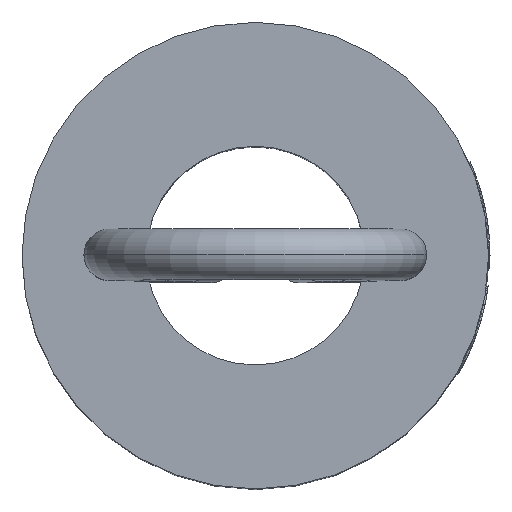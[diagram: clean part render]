
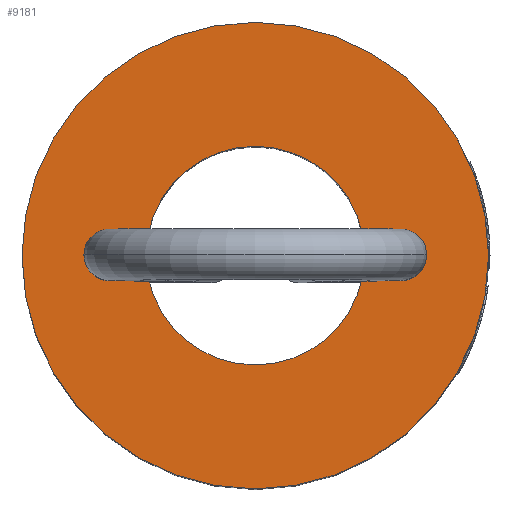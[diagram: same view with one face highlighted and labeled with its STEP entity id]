
A CAD part, top view. The second image highlights one B-rep face of the part: STEP entity #9181.
In plain terms, the highlighted planar face has unit normal (0, 0, 1).
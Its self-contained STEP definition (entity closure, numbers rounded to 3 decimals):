
#105 = CARTESIAN_POINT ( 'NONE',  ( 0.794, -0.12, 3. ) ) ;
#549 = EDGE_CURVE ( 'NONE', #10499, #5580, #5496, .T. ) ;
#553 = ORIENTED_EDGE ( 'NONE', *, *, #11238, .T. ) ;
#999 = CARTESIAN_POINT ( 'NONE',  ( -0.828, 0., 3. ) ) ;
#1216 = VERTEX_POINT ( 'NONE', #1475 ) ;
#1475 = CARTESIAN_POINT ( 'NONE',  ( 0.828, 0., 3. ) ) ;
#2017 = CARTESIAN_POINT ( 'NONE',  ( 0.828, 0., 3. ) ) ;
#2180 = FACE_OUTER_BOUND ( 'NONE', #6483, .T. ) ;
#2201 = DIRECTION ( 'NONE',  ( 0., 0., 1. ) ) ;
#2378 = DIRECTION ( 'NONE',  ( 1., 0., 0. ) ) ;
#2717 = ORIENTED_EDGE ( 'NONE', *, *, #3183, .T. ) ;
#3183 = EDGE_CURVE ( 'NONE', #10187, #1216, #6670, .T. ) ;
#3313 = CARTESIAN_POINT ( 'NONE',  ( 0.734, 0.152, 3. ) ) ;
#3639 = DIRECTION ( 'NONE',  ( 0., 0., 1. ) ) ;
#4041 = EDGE_CURVE ( 'NONE', #10912, #10499, #13993, .T. ) ;
#4255 = CARTESIAN_POINT ( 'NONE',  ( -0.734, 0.152, 3. ) ) ;
#4421 = DIRECTION ( 'NONE',  ( 1., 0., 0. ) ) ;
#4660 = AXIS2_PLACEMENT_3D ( 'NONE', #6639, #15535, #7968 ) ;
#4701 = ORIENTED_EDGE ( 'NONE', *, *, #549, .T. ) ;
#4777 = AXIS2_PLACEMENT_3D ( 'NONE', #6022, #2201, #4421 ) ;
#5199 = EDGE_CURVE ( 'NONE', #10187, #5580, #9693, .T. ) ;
#5496 =( BOUNDED_CURVE ( )  B_SPLINE_CURVE ( 3, ( #9404, #9319, #5682, #4255 ),
 .UNSPECIFIED., .F., .F. ) 
 B_SPLINE_CURVE_WITH_KNOTS ( ( 4, 4 ),
 ( 3.142, 4.191 ),
 .UNSPECIFIED. ) 
 CURVE ( )  GEOMETRIC_REPRESENTATION_ITEM ( )  RATIONAL_B_SPLINE_CURVE ( ( 1., 0.91, 0.91, 1. ) ) 
 REPRESENTATION_ITEM ( '' )  );
#5580 = VERTEX_POINT ( 'NONE', #12491 ) ;
#5592 = EDGE_CURVE ( 'NONE', #15309, #6253, #7370, .T. ) ;
#5682 = CARTESIAN_POINT ( 'NONE',  ( -0.794, 0.12, 3. ) ) ;
#6022 = CARTESIAN_POINT ( 'NONE',  ( 0., 0., 3. ) ) ;
#6121 = EDGE_LOOP ( 'NONE', ( #8054, #2717, #16359, #13660, #9884, #4701 ) ) ;
#6233 = CARTESIAN_POINT ( 'NONE',  ( 0.734, -0.152, 3. ) ) ;
#6253 = VERTEX_POINT ( 'NONE', #11602 ) ;
#6290 = CARTESIAN_POINT ( 'NONE',  ( -0.794, -0.12, 3. ) ) ;
#6403 = CIRCLE ( 'NONE', #4777, 0.75 ) ;
#6469 = CARTESIAN_POINT ( 'NONE',  ( 0.828, 0., 3. ) ) ;
#6483 = EDGE_LOOP ( 'NONE', ( #553, #14094 ) ) ;
#6571 = DIRECTION ( 'NONE',  ( 0., 0., 1. ) ) ;
#6639 = CARTESIAN_POINT ( 'NONE',  ( 0., 0., 3. ) ) ;
#6651 = DIRECTION ( 'NONE',  ( 1., 0., 0. ) ) ;
#6670 =( BOUNDED_CURVE ( )  B_SPLINE_CURVE ( 3, ( #3313, #15058, #13552, #2017 ),
 .UNSPECIFIED., .F., .T. ) 
 B_SPLINE_CURVE_WITH_KNOTS ( ( 4, 4 ),
 ( 5.234, 6.283 ),
 .UNSPECIFIED. ) 
 CURVE ( )  GEOMETRIC_REPRESENTATION_ITEM ( )  RATIONAL_B_SPLINE_CURVE ( ( 1., 0.91, 0.91, 1. ) ) 
 REPRESENTATION_ITEM ( '' )  );
#7243 = DIRECTION ( 'NONE',  ( 1., 0., 0. ) ) ;
#7370 = CIRCLE ( 'NONE', #15328, 1.6 ) ;
#7379 = CARTESIAN_POINT ( 'NONE',  ( 1.6, 0., 3. ) ) ;
#7591 = DIRECTION ( 'NONE',  ( 0., 0., 1. ) ) ;
#7912 = EDGE_CURVE ( 'NONE', #1216, #14119, #8359, .T. ) ;
#7968 = DIRECTION ( 'NONE',  ( 1., 0., 0. ) ) ;
#8054 = ORIENTED_EDGE ( 'NONE', *, *, #5199, .F. ) ;
#8359 =( BOUNDED_CURVE ( )  B_SPLINE_CURVE ( 3, ( #6469, #11511, #105, #6233 ),
 .UNSPECIFIED., .F., .T. ) 
 B_SPLINE_CURVE_WITH_KNOTS ( ( 4, 4 ),
 ( 0., 1.049 ),
 .UNSPECIFIED. ) 
 CURVE ( )  GEOMETRIC_REPRESENTATION_ITEM ( )  RATIONAL_B_SPLINE_CURVE ( ( 1., 0.91, 0.91, 1. ) ) 
 REPRESENTATION_ITEM ( '' )  );
#8909 = CARTESIAN_POINT ( 'NONE',  ( -0.734, -0.152, 3. ) ) ;
#9036 = CARTESIAN_POINT ( 'NONE',  ( 0., 0., 3. ) ) ;
#9181 = ADVANCED_FACE ( 'NONE', ( #2180, #12128 ), #10872, .T. ) ;
#9319 = CARTESIAN_POINT ( 'NONE',  ( -0.828, 0.064, 3. ) ) ;
#9404 = CARTESIAN_POINT ( 'NONE',  ( -0.828, 0., 3. ) ) ;
#9693 = CIRCLE ( 'NONE', #4660, 0.75 ) ;
#9749 = CARTESIAN_POINT ( 'NONE',  ( -0.734, -0.152, 3. ) ) ;
#9884 = ORIENTED_EDGE ( 'NONE', *, *, #4041, .T. ) ;
#9998 = CARTESIAN_POINT ( 'NONE',  ( -0.828, 0., 3. ) ) ;
#10187 = VERTEX_POINT ( 'NONE', #15708 ) ;
#10499 = VERTEX_POINT ( 'NONE', #9998 ) ;
#10872 = PLANE ( 'NONE',  #11941 ) ;
#10912 = VERTEX_POINT ( 'NONE', #8909 ) ;
#11072 = CARTESIAN_POINT ( 'NONE',  ( 0., 0., 3. ) ) ;
#11182 = EDGE_CURVE ( 'NONE', #10912, #14119, #6403, .T. ) ;
#11238 = EDGE_CURVE ( 'NONE', #6253, #15309, #16180, .T. ) ;
#11511 = CARTESIAN_POINT ( 'NONE',  ( 0.828, -0.064, 3. ) ) ;
#11602 = CARTESIAN_POINT ( 'NONE',  ( -1.6, 0., 3. ) ) ;
#11941 = AXIS2_PLACEMENT_3D ( 'NONE', #12213, #3639, #7243 ) ;
#12128 = FACE_BOUND ( 'NONE', #6121, .T. ) ;
#12213 = CARTESIAN_POINT ( 'NONE',  ( 0., 0., 3. ) ) ;
#12491 = CARTESIAN_POINT ( 'NONE',  ( -0.734, 0.152, 3. ) ) ;
#13552 = CARTESIAN_POINT ( 'NONE',  ( 0.828, 0.064, 3. ) ) ;
#13660 = ORIENTED_EDGE ( 'NONE', *, *, #11182, .F. ) ;
#13993 =( BOUNDED_CURVE ( )  B_SPLINE_CURVE ( 3, ( #9749, #6290, #16310, #999 ),
 .UNSPECIFIED., .F., .T. ) 
 B_SPLINE_CURVE_WITH_KNOTS ( ( 4, 4 ),
 ( 2.092, 3.142 ),
 .UNSPECIFIED. ) 
 CURVE ( )  GEOMETRIC_REPRESENTATION_ITEM ( )  RATIONAL_B_SPLINE_CURVE ( ( 1., 0.91, 0.91, 1. ) ) 
 REPRESENTATION_ITEM ( '' )  );
#14078 = AXIS2_PLACEMENT_3D ( 'NONE', #9036, #6571, #6651 ) ;
#14094 = ORIENTED_EDGE ( 'NONE', *, *, #5592, .T. ) ;
#14119 = VERTEX_POINT ( 'NONE', #15629 ) ;
#15058 = CARTESIAN_POINT ( 'NONE',  ( 0.794, 0.12, 3. ) ) ;
#15309 = VERTEX_POINT ( 'NONE', #7379 ) ;
#15328 = AXIS2_PLACEMENT_3D ( 'NONE', #11072, #7591, #2378 ) ;
#15535 = DIRECTION ( 'NONE',  ( 0., 0., 1. ) ) ;
#15629 = CARTESIAN_POINT ( 'NONE',  ( 0.734, -0.152, 3. ) ) ;
#15708 = CARTESIAN_POINT ( 'NONE',  ( 0.734, 0.152, 3. ) ) ;
#16180 = CIRCLE ( 'NONE', #14078, 1.6 ) ;
#16310 = CARTESIAN_POINT ( 'NONE',  ( -0.828, -0.064, 3. ) ) ;
#16359 = ORIENTED_EDGE ( 'NONE', *, *, #7912, .T. ) ;
